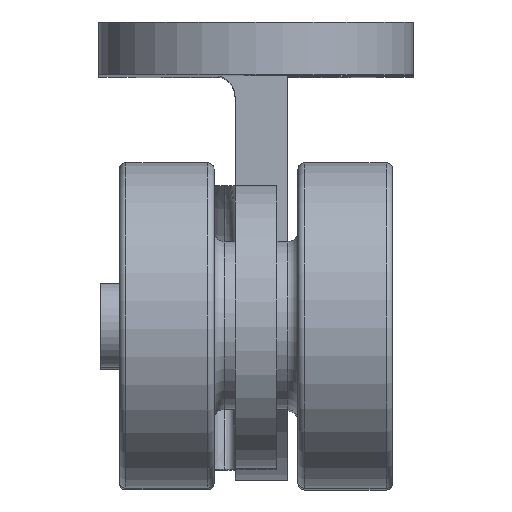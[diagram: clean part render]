
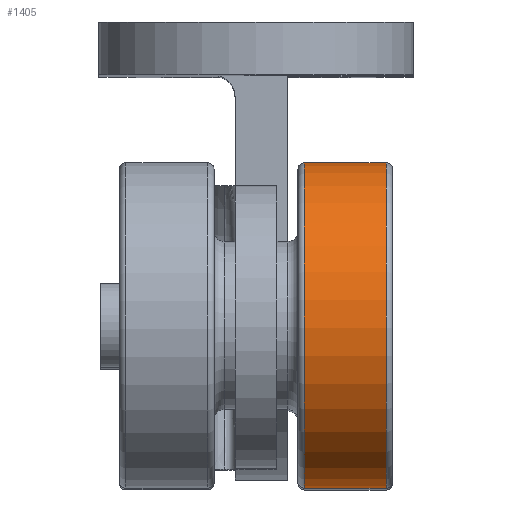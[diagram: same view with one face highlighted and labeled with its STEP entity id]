
A CAD part, top view. The second image highlights one B-rep face of the part: STEP entity #1405.
In plain terms, the highlighted cylindrical face has radius 7.75 mm (diameter 15.5 mm), a full revolution.
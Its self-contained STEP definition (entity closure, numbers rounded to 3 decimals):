
#99=CYLINDRICAL_SURFACE('',#1726,7.75);
#191=LINE('',#2761,#262);
#262=VECTOR('',#2127,7.75);
#357=FACE_OUTER_BOUND('',#446,.T.);
#446=EDGE_LOOP('',(#1245,#1246,#1247,#1248,#1249,#1250,#1251,#1252));
#543=CIRCLE('',#1722,7.75);
#544=CIRCLE('',#1723,7.75);
#545=CIRCLE('',#1724,7.75);
#547=CIRCLE('',#1727,7.75);
#548=CIRCLE('',#1728,7.75);
#549=CIRCLE('',#1729,7.75);
#706=VERTEX_POINT('',#2748);
#707=VERTEX_POINT('',#2749);
#708=VERTEX_POINT('',#2751);
#709=VERTEX_POINT('',#2756);
#710=VERTEX_POINT('',#2757);
#711=VERTEX_POINT('',#2759);
#893=EDGE_CURVE('',#706,#707,#543,.T.);
#894=EDGE_CURVE('',#708,#706,#544,.T.);
#895=EDGE_CURVE('',#707,#708,#545,.T.);
#897=EDGE_CURVE('',#709,#710,#547,.T.);
#898=EDGE_CURVE('',#711,#709,#548,.T.);
#899=EDGE_CURVE('',#711,#708,#191,.T.);
#900=EDGE_CURVE('',#710,#711,#549,.T.);
#1245=ORIENTED_EDGE('',*,*,#897,.F.);
#1246=ORIENTED_EDGE('',*,*,#898,.F.);
#1247=ORIENTED_EDGE('',*,*,#899,.T.);
#1248=ORIENTED_EDGE('',*,*,#894,.T.);
#1249=ORIENTED_EDGE('',*,*,#893,.T.);
#1250=ORIENTED_EDGE('',*,*,#895,.T.);
#1251=ORIENTED_EDGE('',*,*,#899,.F.);
#1252=ORIENTED_EDGE('',*,*,#900,.F.);
#1405=ADVANCED_FACE('',(#357),#99,.T.);
#1722=AXIS2_PLACEMENT_3D('',#2750,#2113,#2114);
#1723=AXIS2_PLACEMENT_3D('',#2752,#2115,#2116);
#1724=AXIS2_PLACEMENT_3D('',#2753,#2117,#2118);
#1726=AXIS2_PLACEMENT_3D('',#2755,#2121,#2122);
#1727=AXIS2_PLACEMENT_3D('',#2758,#2123,#2124);
#1728=AXIS2_PLACEMENT_3D('',#2760,#2125,#2126);
#1729=AXIS2_PLACEMENT_3D('',#2762,#2128,#2129);
#2113=DIRECTION('center_axis',(1.,0.,0.));
#2114=DIRECTION('ref_axis',(0.,1.,0.));
#2115=DIRECTION('center_axis',(1.,0.,0.));
#2116=DIRECTION('ref_axis',(0.,1.,0.));
#2117=DIRECTION('center_axis',(1.,0.,0.));
#2118=DIRECTION('ref_axis',(0.,1.,0.));
#2121=DIRECTION('center_axis',(1.,0.,0.));
#2122=DIRECTION('ref_axis',(0.,1.,0.));
#2123=DIRECTION('center_axis',(1.,0.,0.));
#2124=DIRECTION('ref_axis',(0.,1.,0.));
#2125=DIRECTION('center_axis',(1.,0.,0.));
#2126=DIRECTION('ref_axis',(0.,1.,0.));
#2127=DIRECTION('',(-1.,0.,0.));
#2128=DIRECTION('center_axis',(1.,0.,0.));
#2129=DIRECTION('ref_axis',(0.,1.,0.));
#2748=CARTESIAN_POINT('',(-23.955,9.025,0.));
#2749=CARTESIAN_POINT('',(-23.955,1.275,7.75));
#2750=CARTESIAN_POINT('Origin',(-23.955,1.275,0.));
#2751=CARTESIAN_POINT('',(-23.955,-6.475,0.));
#2752=CARTESIAN_POINT('Origin',(-23.955,1.275,0.));
#2753=CARTESIAN_POINT('Origin',(-23.955,1.275,0.));
#2755=CARTESIAN_POINT('Origin',(-22.005,1.275,0.));
#2756=CARTESIAN_POINT('',(-20.055,9.025,0.));
#2757=CARTESIAN_POINT('',(-20.055,1.275,7.75));
#2758=CARTESIAN_POINT('Origin',(-20.055,1.275,0.));
#2759=CARTESIAN_POINT('',(-20.055,-6.475,0.));
#2760=CARTESIAN_POINT('Origin',(-20.055,1.275,0.));
#2761=CARTESIAN_POINT('',(-22.005,-6.475,0.));
#2762=CARTESIAN_POINT('Origin',(-20.055,1.275,0.));
